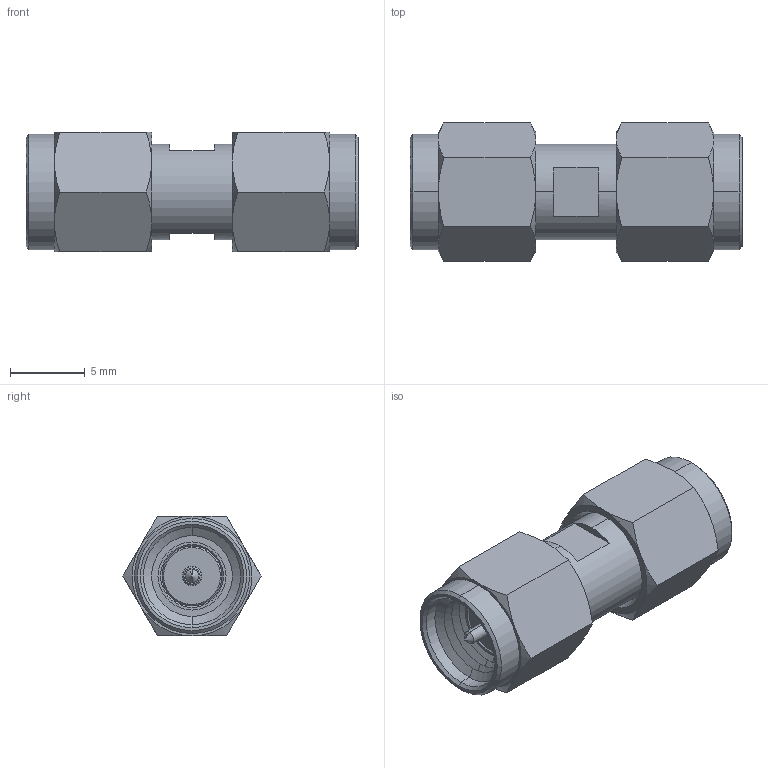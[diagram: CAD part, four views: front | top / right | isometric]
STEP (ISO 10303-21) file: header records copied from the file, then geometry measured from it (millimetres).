
FILE_DESCRIPTION (( 'STEP AP203' ), '1' );
FILE_NAME ('BA22.STEP', '2014-10-03T15:20:01', ( 'x' ), ( '' ), 'SwSTEP 2.0', 'SolidWorks 2014', '' );
FILE_SCHEMA (( 'CONFIG_CONTROL_DESIGN' ));
Length unit declared in the file: millimetre
Products named in the file (1): BA22
Bounding box: 22.2 x 9.24 x 8 mm (x, y, z)
Volume: 834.9 mm3; surface area: 1379.6 mm2
Topology: 1 solids, 1 shells, 170 faces, 356 edges, 206 vertices
Faces by surface type: cone 88, cylinder 42, plane 40
Entity records: 4653 total; most frequent: CARTESIAN_POINT 937, DIRECTION 822, ORIENTED_EDGE 704, EDGE_CURVE 352, AXIS2_PLACEMENT_3D 347, VERTEX_POINT 206, EDGE_LOOP 192, CIRCLE 176
